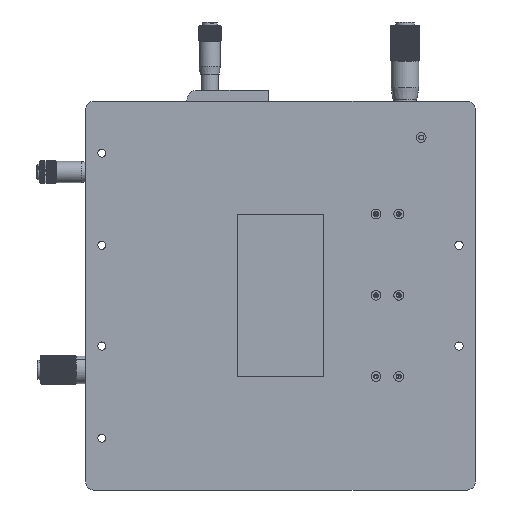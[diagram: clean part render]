
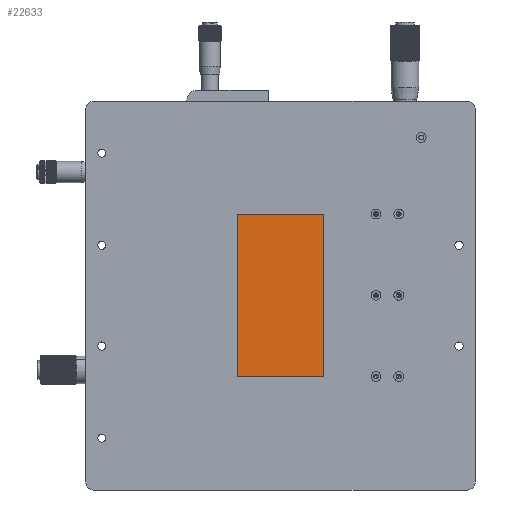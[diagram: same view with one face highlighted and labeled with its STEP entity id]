
A CAD part, front view. The second image highlights one B-rep face of the part: STEP entity #22633.
In plain terms, the highlighted planar face has unit normal (0, -1, 0).
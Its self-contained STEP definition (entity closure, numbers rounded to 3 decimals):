
#12 = EDGE_CURVE ( 'NONE', #3650, #22940, #6803, .T. ) ;
#78 = CARTESIAN_POINT ( 'NONE',  ( 90.75, 0., -75. ) ) ;
#231 = CARTESIAN_POINT ( 'NONE',  ( -44.75, 0., 73. ) ) ;
#550 = ORIENTED_EDGE ( 'NONE', *, *, #6084, .T. ) ;
#1167 = ORIENTED_EDGE ( 'NONE', *, *, #20162, .T. ) ;
#1272 = DIRECTION ( 'NONE',  ( 0., 1., 0. ) ) ;
#1319 = CARTESIAN_POINT ( 'NONE',  ( -55.65, 0., -73. ) ) ;
#1477 = VECTOR ( 'NONE', #19237, 1000. ) ;
#1606 = EDGE_CURVE ( 'NONE', #4434, #27196, #22863, .T. ) ;
#1699 = CARTESIAN_POINT ( 'NONE',  ( -44.75, 0., 75. ) ) ;
#1824 = AXIS2_PLACEMENT_3D ( 'NONE', #28512, #1272, #6154 ) ;
#1877 = LINE ( 'NONE', #25519, #9860 ) ;
#2039 = ORIENTED_EDGE ( 'NONE', *, *, #27705, .F. ) ;
#2178 = LINE ( 'NONE', #23123, #14808 ) ;
#2589 = DIRECTION ( 'NONE',  ( 0., 0., -1. ) ) ;
#2741 = EDGE_CURVE ( 'NONE', #3650, #32603, #2178, .T. ) ;
#2900 = LINE ( 'NONE', #23852, #17646 ) ;
#3020 = VERTEX_POINT ( 'NONE', #1319 ) ;
#3650 = VERTEX_POINT ( 'NONE', #18434 ) ;
#3707 = VECTOR ( 'NONE', #2589, 1000. ) ;
#3781 = DIRECTION ( 'NONE',  ( -0.479, 0., 0.878 ) ) ;
#4434 = VERTEX_POINT ( 'NONE', #21039 ) ;
#5510 = ORIENTED_EDGE ( 'NONE', *, *, #18058, .F. ) ;
#5737 = VERTEX_POINT ( 'NONE', #19350 ) ;
#6084 = EDGE_CURVE ( 'NONE', #32113, #32177, #12736, .T. ) ;
#6154 = DIRECTION ( 'NONE',  ( 0., 0., 1. ) ) ;
#6622 = CARTESIAN_POINT ( 'NONE',  ( -55.65, 0., 73. ) ) ;
#6803 = LINE ( 'NONE', #8997, #14687 ) ;
#7054 = DIRECTION ( 'NONE',  ( 0., 1., 0. ) ) ;
#7755 = CARTESIAN_POINT ( 'NONE',  ( -44.75, 0., -75. ) ) ;
#8212 = DIRECTION ( 'NONE',  ( 0., 0., 1. ) ) ;
#8298 = CIRCLE ( 'NONE', #33105, 3. ) ;
#8540 = EDGE_LOOP ( 'NONE', ( #1167, #550, #30673, #15530, #9575, #17279, #2039, #18343, #19653, #24161, #10180, #5510 ) ) ;
#8997 = CARTESIAN_POINT ( 'NONE',  ( 60.938, 0., 33.239 ) ) ;
#9046 = DIRECTION ( 'NONE',  ( 0., 1., 0. ) ) ;
#9212 = CARTESIAN_POINT ( 'NONE',  ( 0., 0., 0. ) ) ;
#9575 = ORIENTED_EDGE ( 'NONE', *, *, #33075, .T. ) ;
#9700 = VERTEX_POINT ( 'NONE', #22328 ) ;
#9860 = VECTOR ( 'NONE', #12165, 1000. ) ;
#10180 = ORIENTED_EDGE ( 'NONE', *, *, #15381, .T. ) ;
#10753 = LINE ( 'NONE', #21074, #18800 ) ;
#10955 = VECTOR ( 'NONE', #21732, 1000. ) ;
#10978 = EDGE_CURVE ( 'NONE', #32603, #9700, #16771, .T. ) ;
#10989 = DIRECTION ( 'NONE',  ( 0., 0., 1. ) ) ;
#11405 = LINE ( 'NONE', #21394, #10955 ) ;
#11425 = FACE_OUTER_BOUND ( 'NONE', #8540, .T. ) ;
#11627 = CARTESIAN_POINT ( 'NONE',  ( 0., 0., -73. ) ) ;
#11887 = VERTEX_POINT ( 'NONE', #78 ) ;
#12165 = DIRECTION ( 'NONE',  ( 0., 0., -1. ) ) ;
#12472 = DIRECTION ( 'NONE',  ( 0., 0., -1. ) ) ;
#12736 = LINE ( 'NONE', #20681, #31744 ) ;
#12935 = EDGE_CURVE ( 'NONE', #11887, #28314, #13573, .T. ) ;
#13411 = CARTESIAN_POINT ( 'NONE',  ( -100.75, 0., -75. ) ) ;
#13431 = EDGE_CURVE ( 'NONE', #3020, #32177, #2900, .T. ) ;
#13573 = LINE ( 'NONE', #13411, #14698 ) ;
#13849 = EDGE_CURVE ( 'NONE', #3020, #30334, #32071, .T. ) ;
#14687 = VECTOR ( 'NONE', #3781, 1000. ) ;
#14698 = VECTOR ( 'NONE', #16278, 1000. ) ;
#14808 = VECTOR ( 'NONE', #12472, 1000. ) ;
#15093 = LINE ( 'NONE', #15417, #3707 ) ;
#15381 = EDGE_CURVE ( 'NONE', #22940, #5737, #10753, .T. ) ;
#15417 = CARTESIAN_POINT ( 'NONE',  ( -44.75, 0., 0. ) ) ;
#15530 = ORIENTED_EDGE ( 'NONE', *, *, #13849, .T. ) ;
#16278 = DIRECTION ( 'NONE',  ( -1., 0., 0. ) ) ;
#16771 = LINE ( 'NONE', #27733, #33017 ) ;
#17279 = ORIENTED_EDGE ( 'NONE', *, *, #12935, .F. ) ;
#17646 = VECTOR ( 'NONE', #10989, 1000. ) ;
#17827 = CARTESIAN_POINT ( 'NONE',  ( -100.75, 0., 75. ) ) ;
#18002 = CARTESIAN_POINT ( 'NONE',  ( 78.55, 0., 0.95 ) ) ;
#18058 = EDGE_CURVE ( 'NONE', #25806, #5737, #20693, .T. ) ;
#18343 = ORIENTED_EDGE ( 'NONE', *, *, #10978, .F. ) ;
#18434 = CARTESIAN_POINT ( 'NONE',  ( 100.75, 0., -39.75 ) ) ;
#18800 = VECTOR ( 'NONE', #8212, 1000. ) ;
#19234 = ORIENTED_EDGE ( 'NONE', *, *, #21000, .T. ) ;
#19237 = DIRECTION ( 'NONE',  ( 1., 0., 0. ) ) ;
#19350 = CARTESIAN_POINT ( 'NONE',  ( 78.55, 0., 75. ) ) ;
#19540 = DIRECTION ( 'NONE',  ( 0., 0., 1. ) ) ;
#19653 = ORIENTED_EDGE ( 'NONE', *, *, #2741, .F. ) ;
#19745 = DIRECTION ( 'NONE',  ( 0., 0., 1. ) ) ;
#20162 = EDGE_CURVE ( 'NONE', #25806, #32113, #1877, .T. ) ;
#20190 = DIRECTION ( 'NONE',  ( 1., 0., 0. ) ) ;
#20681 = CARTESIAN_POINT ( 'NONE',  ( 0., 0., 73. ) ) ;
#20693 = LINE ( 'NONE', #17827, #29214 ) ;
#20792 = ORIENTED_EDGE ( 'NONE', *, *, #1606, .T. ) ;
#21000 = EDGE_CURVE ( 'NONE', #27196, #4434, #8298, .T. ) ;
#21039 = CARTESIAN_POINT ( 'NONE',  ( 71.55, 0., 58. ) ) ;
#21074 = CARTESIAN_POINT ( 'NONE',  ( 78.55, 0., 0. ) ) ;
#21105 = CARTESIAN_POINT ( 'NONE',  ( 71.55, 0., 52. ) ) ;
#21394 = CARTESIAN_POINT ( 'NONE',  ( 90.75, 0., -89.75 ) ) ;
#21732 = DIRECTION ( 'NONE',  ( 0., 0., 1. ) ) ;
#21906 = FACE_BOUND ( 'NONE', #32452, .T. ) ;
#22328 = CARTESIAN_POINT ( 'NONE',  ( 90.75, 0., -89.75 ) ) ;
#22573 = CARTESIAN_POINT ( 'NONE',  ( 100.75, 0., -89.75 ) ) ;
#22633 = ADVANCED_FACE ( 'NONE', ( #21906, #11425 ), #32206, .F. ) ;
#22863 = CIRCLE ( 'NONE', #1824, 3. ) ;
#22940 = VERTEX_POINT ( 'NONE', #18002 ) ;
#23047 = DIRECTION ( 'NONE',  ( -1., 0., 0. ) ) ;
#23123 = CARTESIAN_POINT ( 'NONE',  ( 100.75, 0., -75. ) ) ;
#23241 = CARTESIAN_POINT ( 'NONE',  ( -44.75, 0., -73. ) ) ;
#23852 = CARTESIAN_POINT ( 'NONE',  ( -55.65, 0., -75. ) ) ;
#24046 = AXIS2_PLACEMENT_3D ( 'NONE', #9212, #9046, #19540 ) ;
#24161 = ORIENTED_EDGE ( 'NONE', *, *, #12, .T. ) ;
#25519 = CARTESIAN_POINT ( 'NONE',  ( -44.75, 0., 0. ) ) ;
#25806 = VERTEX_POINT ( 'NONE', #1699 ) ;
#27196 = VERTEX_POINT ( 'NONE', #21105 ) ;
#27234 = DIRECTION ( 'NONE',  ( -1., 0., 0. ) ) ;
#27705 = EDGE_CURVE ( 'NONE', #9700, #11887, #11405, .T. ) ;
#27733 = CARTESIAN_POINT ( 'NONE',  ( 100.75, 0., -89.75 ) ) ;
#28314 = VERTEX_POINT ( 'NONE', #7755 ) ;
#28512 = CARTESIAN_POINT ( 'NONE',  ( 71.55, 0., 55. ) ) ;
#29214 = VECTOR ( 'NONE', #20190, 1000. ) ;
#30334 = VERTEX_POINT ( 'NONE', #23241 ) ;
#30673 = ORIENTED_EDGE ( 'NONE', *, *, #13431, .F. ) ;
#31744 = VECTOR ( 'NONE', #23047, 1000. ) ;
#32071 = LINE ( 'NONE', #11627, #1477 ) ;
#32113 = VERTEX_POINT ( 'NONE', #231 ) ;
#32177 = VERTEX_POINT ( 'NONE', #6622 ) ;
#32206 = PLANE ( 'NONE',  #24046 ) ;
#32452 = EDGE_LOOP ( 'NONE', ( #20792, #19234 ) ) ;
#32603 = VERTEX_POINT ( 'NONE', #22573 ) ;
#32901 = CARTESIAN_POINT ( 'NONE',  ( 71.55, 0., 55. ) ) ;
#33017 = VECTOR ( 'NONE', #27234, 1000. ) ;
#33075 = EDGE_CURVE ( 'NONE', #30334, #28314, #15093, .T. ) ;
#33105 = AXIS2_PLACEMENT_3D ( 'NONE', #32901, #7054, #19745 ) ;
